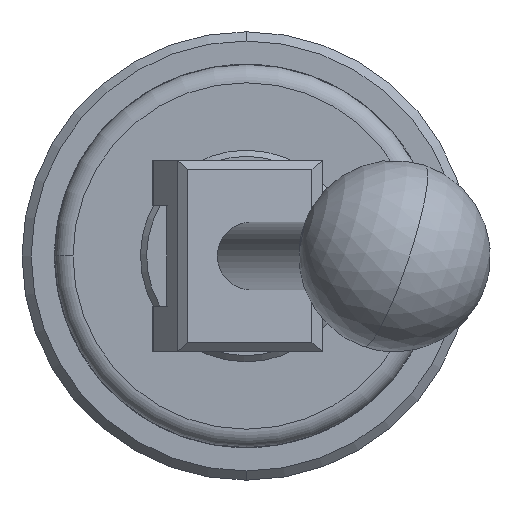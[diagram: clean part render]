
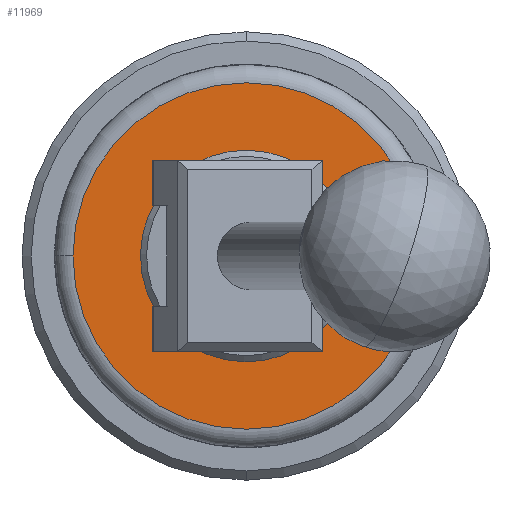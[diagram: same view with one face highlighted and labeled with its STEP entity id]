
A CAD part, front view. The second image highlights one B-rep face of the part: STEP entity #11969.
In plain terms, the highlighted planar face has unit normal (0, -1, 0).
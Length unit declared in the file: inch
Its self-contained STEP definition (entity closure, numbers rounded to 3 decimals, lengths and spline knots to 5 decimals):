
#268 = ORIENTED_EDGE ( 'NONE', *, *, #12379, .T. ) ;
#285 = VERTEX_POINT ( 'NONE', #4572 ) ;
#554 = CARTESIAN_POINT ( 'NONE',  ( 0., 0., 0. ) ) ;
#689 = DIRECTION ( 'NONE',  ( 1., 0., 0. ) ) ;
#1906 = DIRECTION ( 'NONE',  ( 1., 0., 0. ) ) ;
#2171 = DIRECTION ( 'NONE',  ( 0., -1., 0. ) ) ;
#2300 = CARTESIAN_POINT ( 'NONE',  ( 0., 0., 0. ) ) ;
#2374 = CARTESIAN_POINT ( 'NONE',  ( 0., 0., -0.348 ) ) ;
#2461 = ORIENTED_EDGE ( 'NONE', *, *, #6958, .T. ) ;
#2650 = CIRCLE ( 'NONE', #5195, 0.348 ) ;
#3156 = EDGE_LOOP ( 'NONE', ( #6431, #10655 ) ) ;
#3302 = DIRECTION ( 'NONE',  ( 0., -1., 0. ) ) ;
#3804 = AXIS2_PLACEMENT_3D ( 'NONE', #2300, #3302, #6784 ) ;
#3930 = CARTESIAN_POINT ( 'NONE',  ( 0., 0., 0. ) ) ;
#4572 = CARTESIAN_POINT ( 'NONE',  ( 1.13, 0., 0. ) ) ;
#4926 = CIRCLE ( 'NONE', #7274, 1.13 ) ;
#4930 = DIRECTION ( 'NONE',  ( 0., -1., 0. ) ) ;
#5195 = AXIS2_PLACEMENT_3D ( 'NONE', #8991, #2171, #7693 ) ;
#5642 = VERTEX_POINT ( 'NONE', #8955 ) ;
#5767 = DIRECTION ( 'NONE',  ( 1., 0., 0. ) ) ;
#6431 = ORIENTED_EDGE ( 'NONE', *, *, #10284, .F. ) ;
#6510 = PLANE ( 'NONE',  #7786 ) ;
#6784 = DIRECTION ( 'NONE',  ( 1., 0., 0. ) ) ;
#6958 = EDGE_CURVE ( 'NONE', #5642, #285, #14240, .T. ) ;
#7274 = AXIS2_PLACEMENT_3D ( 'NONE', #3930, #4930, #1906 ) ;
#7560 = EDGE_LOOP ( 'NONE', ( #268, #2461 ) ) ;
#7693 = DIRECTION ( 'NONE',  ( 1., 0., 0. ) ) ;
#7786 = AXIS2_PLACEMENT_3D ( 'NONE', #2374, #11290, #5767 ) ;
#8955 = CARTESIAN_POINT ( 'NONE',  ( -1.13, 0., 0. ) ) ;
#8986 = VERTEX_POINT ( 'NONE', #10469 ) ;
#8991 = CARTESIAN_POINT ( 'NONE',  ( 0., 0., 0. ) ) ;
#9125 = CIRCLE ( 'NONE', #3804, 0.348 ) ;
#9383 = VERTEX_POINT ( 'NONE', #13988 ) ;
#9515 = AXIS2_PLACEMENT_3D ( 'NONE', #554, #10708, #689 ) ;
#10284 = EDGE_CURVE ( 'NONE', #9383, #8986, #2650, .T. ) ;
#10469 = CARTESIAN_POINT ( 'NONE',  ( -0.348, 0., 0. ) ) ;
#10655 = ORIENTED_EDGE ( 'NONE', *, *, #12797, .F. ) ;
#10708 = DIRECTION ( 'NONE',  ( 0., -1., 0. ) ) ;
#11004 = FACE_BOUND ( 'NONE', #3156, .T. ) ;
#11290 = DIRECTION ( 'NONE',  ( 0., -1., 0. ) ) ;
#11969 = ADVANCED_FACE ( 'NONE', ( #12093, #11004 ), #6510, .T. ) ;
#12093 = FACE_OUTER_BOUND ( 'NONE', #7560, .T. ) ;
#12379 = EDGE_CURVE ( 'NONE', #285, #5642, #4926, .T. ) ;
#12797 = EDGE_CURVE ( 'NONE', #8986, #9383, #9125, .T. ) ;
#13988 = CARTESIAN_POINT ( 'NONE',  ( 0.348, 0., 0. ) ) ;
#14240 = CIRCLE ( 'NONE', #9515, 1.13 ) ;
